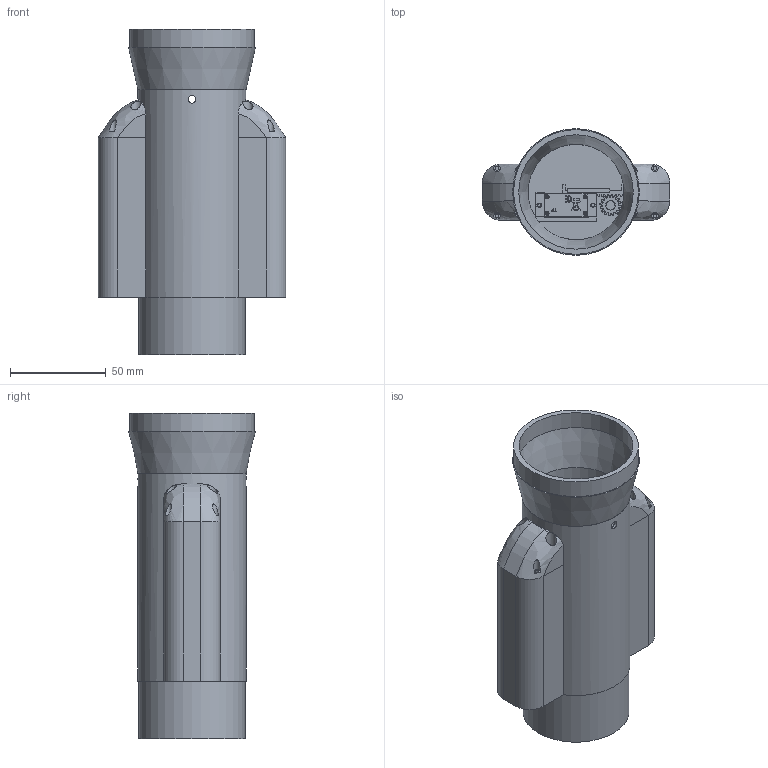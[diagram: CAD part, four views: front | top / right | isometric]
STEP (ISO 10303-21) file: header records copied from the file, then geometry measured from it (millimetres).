
FILE_DESCRIPTION(/* description */ ('STEP AP242','CAx-IF Rec.Pracs.---Representation and Presentation of Product Manufacturing Information (PMI)---4.0---2014-10-13','CAx-IF Rec.Pracs.---3D Tessellated Geometry---0.4---2014-09-14','2;1'),/* implementation_level */ '2;1');
FILE_NAME(/* name */ '66cd798f0f9d0e6bf1ad88dc',/* time_stamp */ '2024-08-27T07:00:32Z',/* author */ (''),/* organization */ (''),/* preprocessor_version */ 'ST-DEVELOPER v20',/* originating_system */ ' ',/* authorisation */ ' ');
FILE_SCHEMA (('AP242_MANAGED_MODEL_BASED_3D_ENGINEERING_MIM_LF { 1 0 10303 442 1 1 4 }'));
Length unit declared in the file: metre
Products named in the file (12): Assembly 1; Part 2; Gear; Part 1; Part 3; Part 4
Assembly tree (12 placements, depth 2):
  Assembly 1
    Part 2
    Gear  x2
    Part 1
    Part 2
    Part 2
    Part 1
    Part 3
    Part 1
    Part 4
    Part 3
    Part 2
Bounding box: 97.7 x 66 x 169.46 mm (x, y, z)
Volume: 146511.1 mm3; surface area: 107882.2 mm2
Topology: 12 solids, 12 shells, 1118 faces, 3586 edges, 2633 vertices
Faces by surface type: plane 672, cylinder 308, bspline 108, torus 25, cone 3, sphere 2
Full cylindrical faces by diameter (mm): 0.2 x1, 0.5 x1, 1.6 x2, 1.7 x4, 1.8 x6, 2 x10, 3 x6, 4 x6, 5 x5, 5.4 x4, 6 x4, 14 x1, 49.9 x1, 52.3 x1, 52.9 x1, 53.3 x1, 55.3 x1, 56.3 x1, 59.6 x1, 65 x1
Entity records: 44753 total; most frequent: CARTESIAN_POINT 16037, ORIENTED_EDGE 6190, DIRECTION 5022, EDGE_CURVE 3095, VERTEX_POINT 2342, LINE 1832, VECTOR 1832, AXIS2_PLACEMENT_3D 1595
